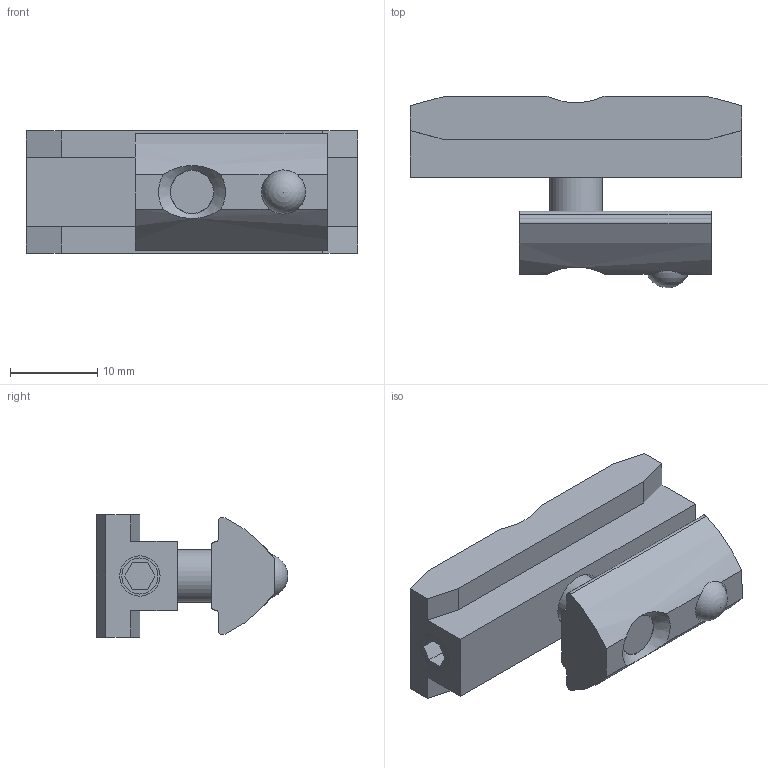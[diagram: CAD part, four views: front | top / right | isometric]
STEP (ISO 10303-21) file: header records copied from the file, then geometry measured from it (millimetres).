
FILE_DESCRIPTION(/* description */ ('STEP AP214'),/* implementation_level */ '2;1');
FILE_NAME(/* name */ '1025195.stp',/* time_stamp */ '2024-05-01T16:10:23+02:00',/* author */ ('b.steehouwer'),/* organization */ ('CADENAS'),/* preprocessor_version */ 'ST-DEVELOPER v18.1',/* originating_system */ 'Autodesk Inventor 2021',/* authorisation */ ' ');
FILE_SCHEMA (('AUTOMOTIVE_DESIGN { 1 0 10303 214 3 1 1 }'));
Length unit declared in the file: millimetre
Products named in the file (5): 1025195; 1025195-1; 1025195-2; 1025195-3; 1025195-4
Assembly tree (4 placements, depth 2):
  1025195
    1025195-1
    1025195-2
    1025195-3
    1025195-4
Bounding box: 38 x 21.95 x 14 mm (x, y, z)
Volume: 5064.6 mm3; surface area: 4347.7 mm2
Topology: 4 solids, 5 shells, 73 faces, 197 edges, 130 vertices
Faces by surface type: plane 44, cylinder 18, cone 8, sphere 2, torus 1
Full cylindrical faces by diameter (mm): 3.7 x1, 4.134 x2, 5 x1, 5.06 x2, 6 x2, 6.5 x1, 11.34 x1
Entity records: 2620 total; most frequent: CARTESIAN_POINT 542, DIRECTION 402, ORIENTED_EDGE 390, EDGE_CURVE 195, AXIS2_PLACEMENT_3D 140, VERTEX_POINT 130, LINE 122, VECTOR 122
